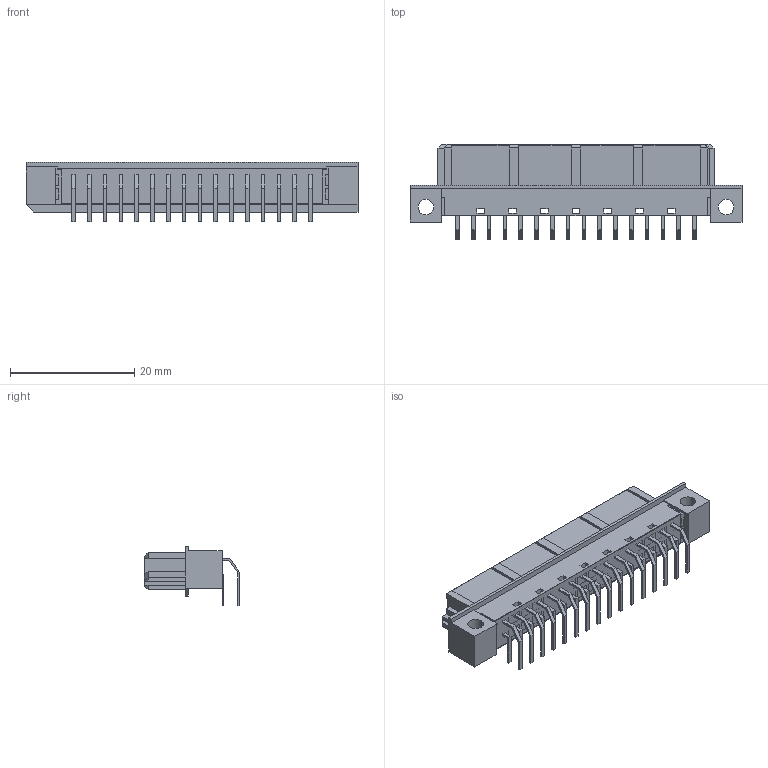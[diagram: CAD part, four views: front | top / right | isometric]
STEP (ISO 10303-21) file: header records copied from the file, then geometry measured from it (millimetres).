
FILE_DESCRIPTION((''),'1');
FILE_NAME('85050-0000','2001-02-07T',('Gopalan'),(''),'PRO/ENGINEER BY PARAMETRIC TECHNOLOGY CORPORATION, 9902','PRO/ENGINEER BY PARAMETRIC TECHNOLOGY CORPORATION, 9902','');
FILE_SCHEMA(('CONFIG_CONTROL_DESIGN'));
Length unit declared in the file: millimetre
Products named in the file (1): 85050-0000
Bounding box: 53.36 x 15.33 x 9.55 mm (x, y, z)
Surface area: 5721.3 mm2 (no closed solid volume)
Topology: 0 solids, 0 shells, 1079 faces, 5736 edges, 5736 vertices
Faces by surface type: plane 1075, cylinder 4
Entity records: 27766 total; most frequent: COMPOSITE_CURVE_SEGMENT 5736, DIRECTION 5034, CARTESIAN_POINT 3947, TRIMMED_CURVE 2868, VECTOR 2860, LINE 2860, AXIS2_PLACEMENT_3D 1087, CURVE_BOUNDED_SURFACE 1079
